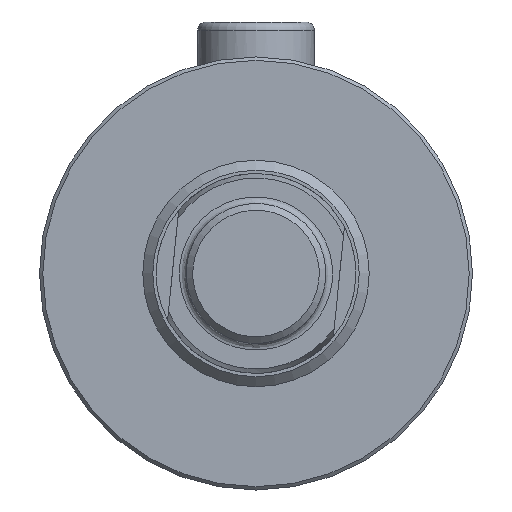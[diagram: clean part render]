
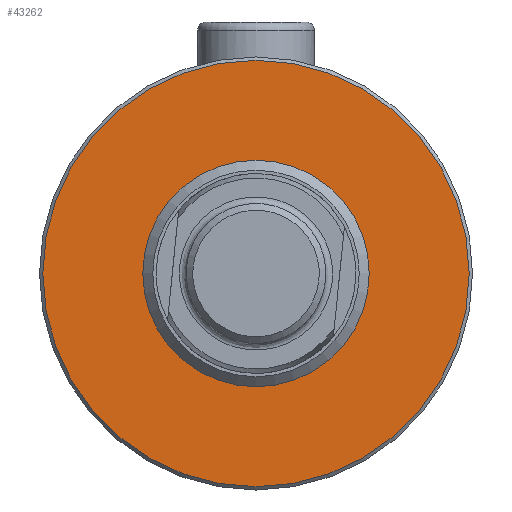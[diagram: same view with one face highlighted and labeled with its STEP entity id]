
A CAD part, front view. The second image highlights one B-rep face of the part: STEP entity #43262.
In plain terms, the highlighted planar face has unit normal (0, -1, 0).
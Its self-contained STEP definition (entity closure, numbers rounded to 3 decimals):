
#43228=CARTESIAN_POINT('',(0.,-307.,64.));
#43229=VERTEX_POINT('',#43228);
#43230=CARTESIAN_POINT('',(0.0,-307.,0.));
#43231=DIRECTION('',(0.0,1.0,0.0));
#43232=DIRECTION('',(0.0,0.0,-1.0));
#43233=AXIS2_PLACEMENT_3D('',#43230,#43231,#43232);
#43234=CIRCLE('',#43233,64.);
#43235=EDGE_CURVE('',#43229,#43229,#43234,.T.);
#43243=CARTESIAN_POINT('',(0.0,-307.,49.5));
#43244=DIRECTION('',(0.0,-1.0,0.0));
#43245=DIRECTION('',(0.0,0.0,-1.0));
#43246=AXIS2_PLACEMENT_3D('',#43243,#43244,#43245);
#43247=PLANE('',#43246);
#43248=ORIENTED_EDGE('',*,*,#43235,.F.);
#43249=EDGE_LOOP('',(#43248));
#43250=FACE_OUTER_BOUND('',#43249,.T.);
#43251=CARTESIAN_POINT('',(0.0,-307.,34.));
#43252=VERTEX_POINT('',#43251);
#43253=CARTESIAN_POINT('',(0.0,-307.,0.));
#43254=DIRECTION('',(0.0,1.0,0.0));
#43255=DIRECTION('',(0.0,0.0,1.0));
#43256=AXIS2_PLACEMENT_3D('',#43253,#43254,#43255);
#43257=CIRCLE('',#43256,34.);
#43258=EDGE_CURVE('',#43252,#43252,#43257,.T.);
#43259=ORIENTED_EDGE('',*,*,#43258,.T.);
#43260=EDGE_LOOP('',(#43259));
#43261=FACE_BOUND('',#43260,.T.);
#43262=ADVANCED_FACE('',(#43250,#43261),#43247,.T.);
